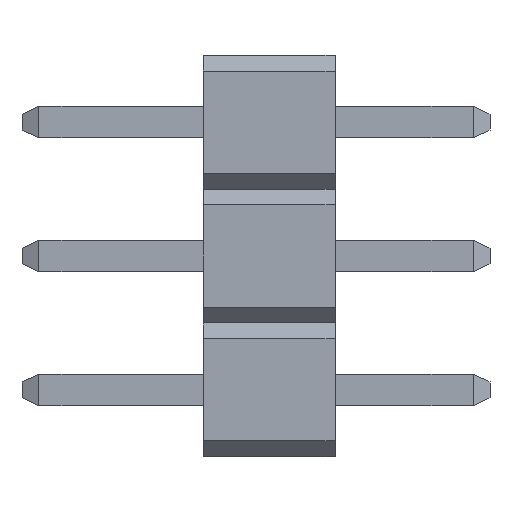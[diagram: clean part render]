
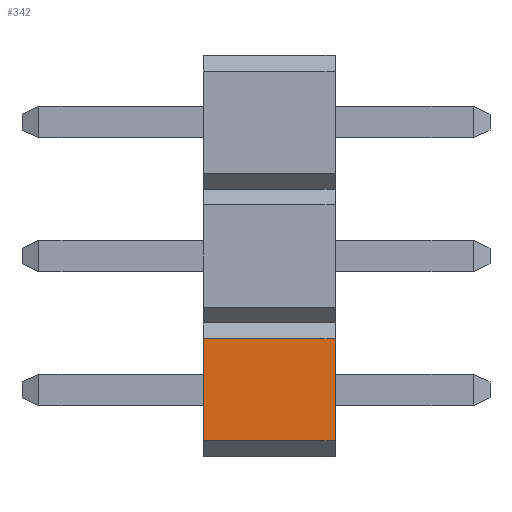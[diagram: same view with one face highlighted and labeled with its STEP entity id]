
A CAD part, left-side view. The second image highlights one B-rep face of the part: STEP entity #342.
In plain terms, the highlighted planar face has unit normal (-1, 0, 0).
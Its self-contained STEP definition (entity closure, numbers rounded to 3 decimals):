
#158 = EDGE_CURVE ( 'NONE', #3882, #3898, #1218, .T. ) ;
#159 = VERTEX_POINT ( 'NONE', #1224 ) ;
#164 = ORIENTED_EDGE ( 'NONE', *, *, #158, .T. ) ;
#168 = ORIENTED_EDGE ( 'NONE', *, *, #343, .F. ) ;
#338 = EDGE_LOOP ( 'NONE', ( #3911, #341, #168, #164 ) ) ;
#341 = ORIENTED_EDGE ( 'NONE', *, *, #3876, .F. ) ;
#342 = ADVANCED_FACE ( 'NONE', ( #1696 ), #1700, .F. ) ;
#343 = EDGE_CURVE ( 'NONE', #3882, #159, #1738, .T. ) ;
#354 = EDGE_CURVE ( 'NONE', #3898, #3913, #1716, .T. ) ;
#1215 = DIRECTION ( 'NONE',  ( 0., -1., 0. ) ) ;
#1216 = VECTOR ( 'NONE', #1215, 1000. ) ;
#1217 = CARTESIAN_POINT ( 'NONE',  ( 0., 2.5, -2.24 ) ) ;
#1218 = LINE ( 'NONE', #1217, #1216 ) ;
#1224 = CARTESIAN_POINT ( 'NONE',  ( 0., 2.5, -0.3 ) ) ;
#1696 = FACE_OUTER_BOUND ( 'NONE', #338, .T. ) ;
#1700 = PLANE ( 'NONE',  #1703 ) ;
#1703 = AXIS2_PLACEMENT_3D ( 'NONE', #1737, #1736, #1735 ) ;
#1713 = DIRECTION ( 'NONE',  ( 0., 0., 1. ) ) ;
#1714 = VECTOR ( 'NONE', #1713, 1000. ) ;
#1715 = CARTESIAN_POINT ( 'NONE',  ( 0., 0., -2.24 ) ) ;
#1716 = LINE ( 'NONE', #1715, #1714 ) ;
#1732 = DIRECTION ( 'NONE',  ( 0., 0., 1. ) ) ;
#1733 = VECTOR ( 'NONE', #1732, 1000. ) ;
#1734 = CARTESIAN_POINT ( 'NONE',  ( 0., 2.5, -2.24 ) ) ;
#1735 = DIRECTION ( 'NONE',  ( 0., 0., -1. ) ) ;
#1736 = DIRECTION ( 'NONE',  ( 1., 0., 0. ) ) ;
#1737 = CARTESIAN_POINT ( 'NONE',  ( 0., 2.5, -2.24 ) ) ;
#1738 = LINE ( 'NONE', #1734, #1733 ) ;
#2897 = DIRECTION ( 'NONE',  ( 0., -1., 0. ) ) ;
#2898 = VECTOR ( 'NONE', #2897, 1000. ) ;
#2899 = CARTESIAN_POINT ( 'NONE',  ( 0., 2.5, -0.3 ) ) ;
#2905 = LINE ( 'NONE', #2899, #2898 ) ;
#2907 = CARTESIAN_POINT ( 'NONE',  ( 0., 2.5, -2.24 ) ) ;
#2957 = CARTESIAN_POINT ( 'NONE',  ( 0., 0., -2.24 ) ) ;
#3042 = CARTESIAN_POINT ( 'NONE',  ( 0., 0., -0.3 ) ) ;
#3876 = EDGE_CURVE ( 'NONE', #159, #3913, #2905, .T. ) ;
#3882 = VERTEX_POINT ( 'NONE', #2907 ) ;
#3898 = VERTEX_POINT ( 'NONE', #2957 ) ;
#3911 = ORIENTED_EDGE ( 'NONE', *, *, #354, .T. ) ;
#3913 = VERTEX_POINT ( 'NONE', #3042 ) ;
